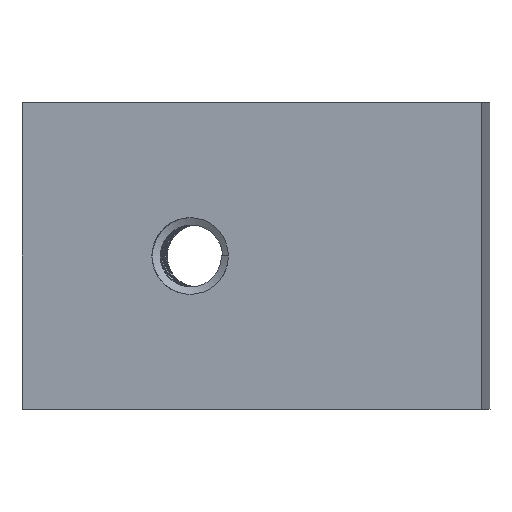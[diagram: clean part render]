
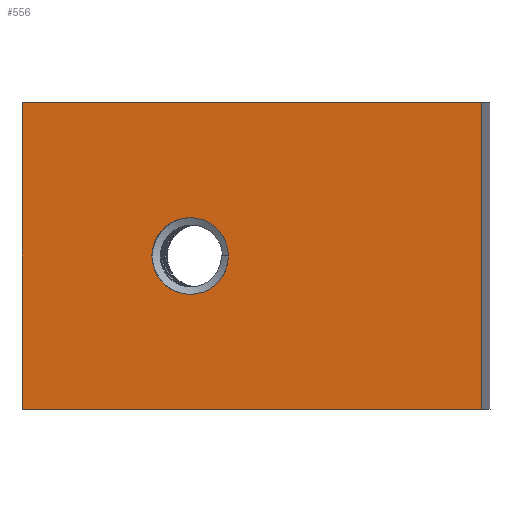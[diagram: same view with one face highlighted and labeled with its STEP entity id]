
A CAD part, front view. The second image highlights one B-rep face of the part: STEP entity #556.
In plain terms, the highlighted planar face has unit normal (-0.083, -0.997, 0).
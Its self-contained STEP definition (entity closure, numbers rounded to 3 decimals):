
#23 = CARTESIAN_POINT ( 'NONE',  ( -21.222, -14.211, 5. ) ) ;
#48 = EDGE_LOOP ( 'NONE', ( #570, #1402, #152, #812 ) ) ;
#63 = DIRECTION ( 'NONE',  ( -0.997, 0.083, 0. ) ) ;
#120 = AXIS2_PLACEMENT_3D ( 'NONE', #1610, #367, #911 ) ;
#138 = PLANE ( 'NONE',  #488 ) ;
#144 = VECTOR ( 'NONE', #1396, 1000. ) ;
#151 = CARTESIAN_POINT ( 'NONE',  ( -25.458, -13.86, 0. ) ) ;
#152 = ORIENTED_EDGE ( 'NONE', *, *, #217, .T. ) ;
#153 = DIRECTION ( 'NONE',  ( -0.083, -0.997, 0. ) ) ;
#183 = EDGE_CURVE ( 'NONE', #1656, #821, #627, .T. ) ;
#187 = DIRECTION ( 'NONE',  ( 0., 0., 1. ) ) ;
#197 = CIRCLE ( 'NONE', #120, 1.25 ) ;
#217 = EDGE_CURVE ( 'NONE', #974, #325, #1296, .T. ) ;
#254 = VERTEX_POINT ( 'NONE', #760 ) ;
#320 = DIRECTION ( 'NONE',  ( -0.083, -0.997, 0. ) ) ;
#325 = VERTEX_POINT ( 'NONE', #890 ) ;
#367 = DIRECTION ( 'NONE',  ( -0.083, -0.997, 0. ) ) ;
#379 = VECTOR ( 'NONE', #187, 1000. ) ;
#431 = EDGE_LOOP ( 'NONE', ( #1124, #1571 ) ) ;
#447 = EDGE_CURVE ( 'NONE', #821, #1656, #197, .T. ) ;
#488 = AXIS2_PLACEMENT_3D ( 'NONE', #813, #153, #1248 ) ;
#545 = FACE_BOUND ( 'NONE', #431, .T. ) ;
#556 = ADVANCED_FACE ( 'NONE', ( #545, #831 ), #138, .T. ) ;
#570 = ORIENTED_EDGE ( 'NONE', *, *, #1006, .T. ) ;
#627 = CIRCLE ( 'NONE', #977, 1.25 ) ;
#760 = CARTESIAN_POINT ( 'NONE',  ( -25.458, -13.86, 0. ) ) ;
#764 = VERTEX_POINT ( 'NONE', #1003 ) ;
#811 = LINE ( 'NONE', #1570, #379 ) ;
#812 = ORIENTED_EDGE ( 'NONE', *, *, #1603, .T. ) ;
#813 = CARTESIAN_POINT ( 'NONE',  ( -1.315, -15.862, 0. ) ) ;
#821 = VERTEX_POINT ( 'NONE', #987 ) ;
#831 = FACE_OUTER_BOUND ( 'NONE', #48, .T. ) ;
#846 = CARTESIAN_POINT ( 'NONE',  ( -10.462, -15.104, 10. ) ) ;
#890 = CARTESIAN_POINT ( 'NONE',  ( -25.458, -13.86, 10. ) ) ;
#911 = DIRECTION ( 'NONE',  ( 0.997, -0.083, 0. ) ) ;
#974 = VERTEX_POINT ( 'NONE', #1239 ) ;
#977 = AXIS2_PLACEMENT_3D ( 'NONE', #1707, #320, #1426 ) ;
#987 = CARTESIAN_POINT ( 'NONE',  ( -18.731, -14.418, 5. ) ) ;
#1003 = CARTESIAN_POINT ( 'NONE',  ( -10.462, -15.104, 0. ) ) ;
#1006 = EDGE_CURVE ( 'NONE', #254, #764, #1380, .T. ) ;
#1101 = EDGE_CURVE ( 'NONE', #764, #974, #811, .T. ) ;
#1124 = ORIENTED_EDGE ( 'NONE', *, *, #447, .F. ) ;
#1239 = CARTESIAN_POINT ( 'NONE',  ( -10.462, -15.104, 10. ) ) ;
#1242 = LINE ( 'NONE', #1532, #144 ) ;
#1248 = DIRECTION ( 'NONE',  ( 0.997, -0.083, 0. ) ) ;
#1296 = LINE ( 'NONE', #846, #1360 ) ;
#1360 = VECTOR ( 'NONE', #63, 1000. ) ;
#1362 = VECTOR ( 'NONE', #1547, 1000. ) ;
#1380 = LINE ( 'NONE', #151, #1362 ) ;
#1396 = DIRECTION ( 'NONE',  ( 0., 0., -1. ) ) ;
#1402 = ORIENTED_EDGE ( 'NONE', *, *, #1101, .T. ) ;
#1426 = DIRECTION ( 'NONE',  ( 0.997, -0.083, 0. ) ) ;
#1532 = CARTESIAN_POINT ( 'NONE',  ( -25.458, -13.86, 10. ) ) ;
#1547 = DIRECTION ( 'NONE',  ( 0.997, -0.083, 0. ) ) ;
#1570 = CARTESIAN_POINT ( 'NONE',  ( -10.462, -15.104, 0. ) ) ;
#1571 = ORIENTED_EDGE ( 'NONE', *, *, #183, .F. ) ;
#1603 = EDGE_CURVE ( 'NONE', #325, #254, #1242, .T. ) ;
#1610 = CARTESIAN_POINT ( 'NONE',  ( -19.977, -14.315, 5. ) ) ;
#1656 = VERTEX_POINT ( 'NONE', #23 ) ;
#1707 = CARTESIAN_POINT ( 'NONE',  ( -19.977, -14.315, 5. ) ) ;
